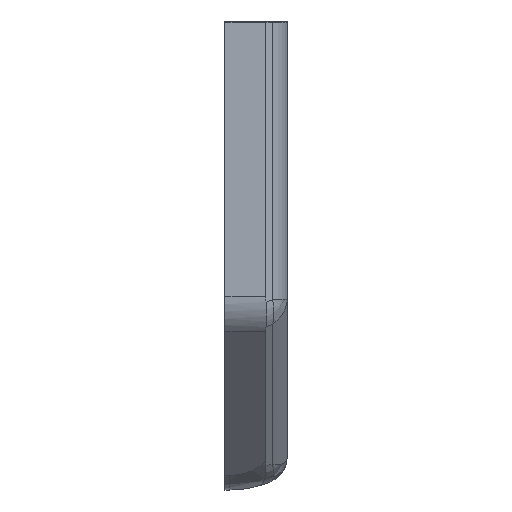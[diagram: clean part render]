
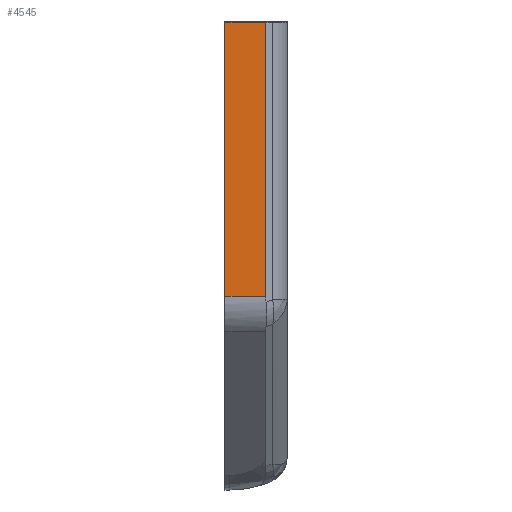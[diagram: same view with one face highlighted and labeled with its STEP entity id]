
A CAD part, front view. The second image highlights one B-rep face of the part: STEP entity #4545.
In plain terms, the highlighted planar face has unit normal (0, -1, 0).
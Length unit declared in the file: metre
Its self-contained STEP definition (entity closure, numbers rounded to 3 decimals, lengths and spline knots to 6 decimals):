
#270=LINE('',#6618,#707);
#399=LINE('',#7004,#836);
#400=LINE('',#7006,#837);
#401=LINE('',#7008,#838);
#707=VECTOR('',#5227,1.);
#836=VECTOR('',#5432,1.);
#837=VECTOR('',#5433,1.);
#838=VECTOR('',#5434,1.);
#1340=ORIENTED_EDGE('',*,*,#2541,.T.);
#1341=ORIENTED_EDGE('',*,*,#2702,.T.);
#1342=ORIENTED_EDGE('',*,*,#2703,.T.);
#1343=ORIENTED_EDGE('',*,*,#2704,.T.);
#2541=EDGE_CURVE('',#3228,#3227,#270,.T.);
#2702=EDGE_CURVE('',#3227,#3378,#399,.F.);
#2703=EDGE_CURVE('',#3378,#3379,#400,.T.);
#2704=EDGE_CURVE('',#3379,#3228,#401,.T.);
#3227=VERTEX_POINT('',#6617);
#3228=VERTEX_POINT('',#6619);
#3378=VERTEX_POINT('',#7005);
#3379=VERTEX_POINT('',#7007);
#3791=EDGE_LOOP('',(#1340,#1341,#1342,#1343));
#4104=FACE_BOUND('',#3791,.T.);
#4394=PLANE('',#4853);
#4545=ADVANCED_FACE('',(#4104),#4394,.F.);
#4853=AXIS2_PLACEMENT_3D('',#7003,#5430,#5431);
#5227=DIRECTION('',(0.,0.,-1.));
#5430=DIRECTION('',(0.,1.,0.));
#5431=DIRECTION('',(0.,0.,1.));
#5432=DIRECTION('',(-1.,0.,0.));
#5433=DIRECTION('',(0.,0.,1.));
#5434=DIRECTION('',(-1.,0.,0.));
#6617=CARTESIAN_POINT('',(0.,-0.533466,-0.040949));
#6618=CARTESIAN_POINT('',(0.,-0.533466,-0.029597));
#6619=CARTESIAN_POINT('',(0.,-0.533466,0.036124));
#7003=CARTESIAN_POINT('',(0.0175,-0.533466,-0.029597));
#7004=CARTESIAN_POINT('',(0.0175,-0.533466,-0.040949));
#7005=CARTESIAN_POINT('',(0.0115,-0.533466,-0.040949));
#7006=CARTESIAN_POINT('',(0.0115,-0.533466,0.036124));
#7007=CARTESIAN_POINT('',(0.0115,-0.533466,0.036124));
#7008=CARTESIAN_POINT('',(0.0175,-0.533466,0.036124));
